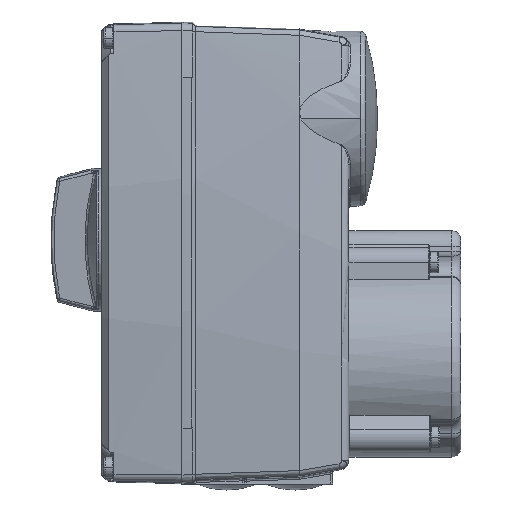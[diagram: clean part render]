
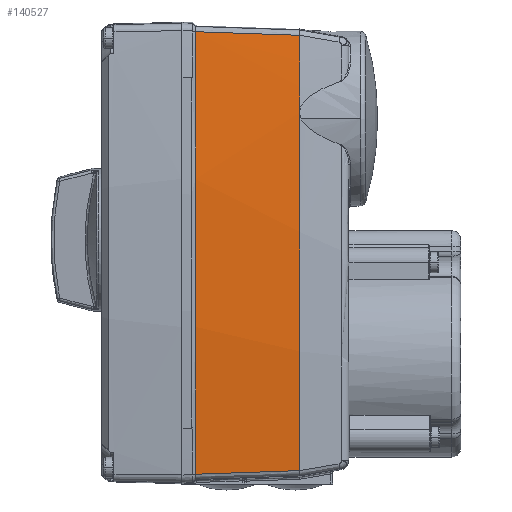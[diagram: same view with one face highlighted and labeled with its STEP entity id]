
A CAD part, left-side view. The second image highlights one B-rep face of the part: STEP entity #140527.
In plain terms, the highlighted conical face has half-angle 2 degrees and reference radius 688.23 mm.
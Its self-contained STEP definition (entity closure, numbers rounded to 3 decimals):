
#53665=CARTESIAN_POINT('',(-38.232,-4.574,
-47.706));
#53919=CARTESIAN_POINT('',(646.6,-4.574,26.5));
#53920=DIRECTION('',(0.,-1.,0.));
#53921=DIRECTION('',(-0.994,0.,0.108));
#53922=AXIS2_PLACEMENT_3D('',#53919,#53920,#53921);
#53924=CARTESIAN_POINT('',(-38.232,-4.574,
100.706));
#53925=CARTESIAN_POINT('',(-38.11,-8.461,
100.572));
#53926=CARTESIAN_POINT('',(-37.866,-16.23,
100.304));
#53927=CARTESIAN_POINT('',(-37.5,-27.872,
99.901));
#53928=CARTESIAN_POINT('',(-37.256,-35.625,
99.634));
#53929=CARTESIAN_POINT('',(-37.135,-39.5,99.5));
#53931=CARTESIAN_POINT('',(646.6,-39.5,26.5));
#53932=DIRECTION('',(0.,1.,0.));
#53933=DIRECTION('',(-0.998,0.,0.069));
#53934=AXIS2_PLACEMENT_3D('',#53931,#53932,#53933);
#53936=CARTESIAN_POINT('',(646.6,-39.5,26.5));
#53937=DIRECTION('',(0.,1.,0.));
#53938=DIRECTION('',(-0.994,0.,-0.106));
#53939=AXIS2_PLACEMENT_3D('',#53936,#53937,#53938);
#53941=CARTESIAN_POINT('',(-38.232,-4.574,
-47.706));
#53942=CARTESIAN_POINT('',(-38.11,-8.461,
-47.572));
#53943=CARTESIAN_POINT('',(-37.866,-16.23,
-47.304));
#53944=CARTESIAN_POINT('',(-37.5,-27.872,
-46.901));
#53945=CARTESIAN_POINT('',(-37.256,-35.625,
-46.634));
#53946=CARTESIAN_POINT('',(-37.135,-39.5,-46.5));
#54557=CARTESIAN_POINT('',(-37.135,-39.5,-46.5));
#63421=VERTEX_POINT('',#54557);
#63422=CARTESIAN_POINT('',(-39.405,-39.5,
73.615));
#63423=VERTEX_POINT('',#63422);
#63427=CARTESIAN_POINT('',(-37.135,-39.5,
99.5));
#63428=VERTEX_POINT('',#63427);
#63648=VERTEX_POINT('',#53924);
#63663=VERTEX_POINT('',#53665);
#140512=CARTESIAN_POINT('',(646.6,-22.037,26.5));
#140513=DIRECTION('',(0.,1.,0.));
#140514=DIRECTION('',(0.994,0.,0.112));
#140515=AXIS2_PLACEMENT_3D('',#140512,#140513,#140514);
#140516=CONICAL_SURFACE('',#140515,688.23,2.);
#140517=ORIENTED_EDGE('',*,*,#140283,.F.);
#140519=ORIENTED_EDGE('',*,*,#140518,.T.);
#140521=ORIENTED_EDGE('',*,*,#140520,.F.);
#140523=ORIENTED_EDGE('',*,*,#140522,.F.);
#140524=ORIENTED_EDGE('',*,*,#140501,.F.);
#140525=EDGE_LOOP('',(#140517,#140519,#140521,#140523,#140524));
#140526=FACE_OUTER_BOUND('',#140525,.F.);
#140527=ADVANCED_FACE('',(#140526),#140516,.T.);
#53923=CIRCLE('',#53922,688.84);
#53930=B_SPLINE_CURVE_WITH_KNOTS('',3,(#53924,#53925,#53926,#53927,#53928,
#53929),.UNSPECIFIED.,.F.,.F.,(4,1,1,4),(0.,0.333,
0.667,1.),.UNSPECIFIED.);
#53935=CIRCLE('',#53934,687.621);
#53940=CIRCLE('',#53939,687.621);
#53947=B_SPLINE_CURVE_WITH_KNOTS('',3,(#53941,#53942,#53943,#53944,#53945,
#53946),.UNSPECIFIED.,.F.,.F.,(4,1,1,4),(0.,0.333,
0.667,1.),.UNSPECIFIED.);
#140283=EDGE_CURVE('',#63648,#63663,#53923,.T.);
#140501=EDGE_CURVE('',#63663,#63421,#53947,.T.);
#140518=EDGE_CURVE('',#63648,#63428,#53930,.T.);
#140520=EDGE_CURVE('',#63423,#63428,#53935,.T.);
#140522=EDGE_CURVE('',#63421,#63423,#53940,.T.);
